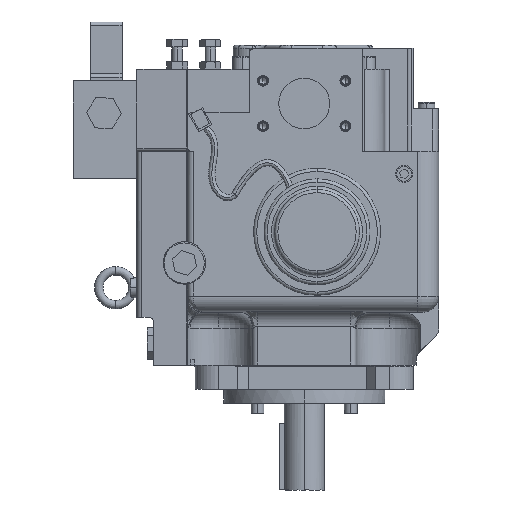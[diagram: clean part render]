
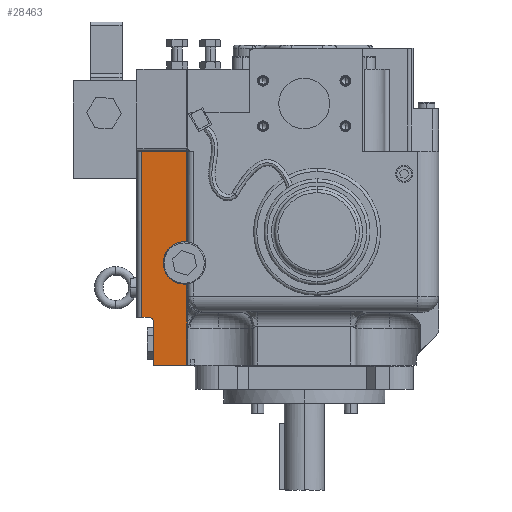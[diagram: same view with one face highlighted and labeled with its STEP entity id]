
A CAD part, left-side view. The second image highlights one B-rep face of the part: STEP entity #28463.
In plain terms, the highlighted planar face has unit normal (-0.996, 0.087, 0).
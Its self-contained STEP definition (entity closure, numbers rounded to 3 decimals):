
#401 = VERTEX_POINT ( 'NONE', #22364 ) ;
#644 = DIRECTION ( 'NONE',  ( -0.087, -0.996, 0. ) ) ;
#1598 = VERTEX_POINT ( 'NONE', #6513 ) ;
#1691 = ORIENTED_EDGE ( 'NONE', *, *, #28056, .T. ) ;
#2231 = VECTOR ( 'NONE', #9485, 1000. ) ;
#2574 = VERTEX_POINT ( 'NONE', #30941 ) ;
#2595 = DIRECTION ( 'NONE',  ( 0.996, -0.087, 0. ) ) ;
#2683 = LINE ( 'NONE', #8842, #22118 ) ;
#2873 = ORIENTED_EDGE ( 'NONE', *, *, #4136, .T. ) ;
#2910 = CARTESIAN_POINT ( 'NONE',  ( -73.16, 70.408, -172.295 ) ) ;
#4136 = EDGE_CURVE ( 'NONE', #2574, #1598, #7819, .T. ) ;
#5169 = LINE ( 'NONE', #10963, #8551 ) ;
#5855 = DIRECTION ( 'NONE',  ( -0.087, -0.996, 0. ) ) ;
#6462 = CARTESIAN_POINT ( 'NONE',  ( -73.16, 70.408, -288.686 ) ) ;
#6513 = CARTESIAN_POINT ( 'NONE',  ( -70.44, 101.495, -248.686 ) ) ;
#6750 = ORIENTED_EDGE ( 'NONE', *, *, #16155, .T. ) ;
#7128 = LINE ( 'NONE', #29095, #2231 ) ;
#7819 = CIRCLE ( 'NONE', #23451, 5.019 ) ;
#8371 = CARTESIAN_POINT ( 'NONE',  ( -70.44, 101.495, -248.686 ) ) ;
#8551 = VECTOR ( 'NONE', #16044, 1000. ) ;
#8842 = CARTESIAN_POINT ( 'NONE',  ( -69.44, 112.931, -243.686 ) ) ;
#9485 = DIRECTION ( 'NONE',  ( 0.087, 0.996, 0. ) ) ;
#9577 = DIRECTION ( 'NONE',  ( -0.087, -0.996, 0. ) ) ;
#10197 = DIRECTION ( 'NONE',  ( 0., 0., 1. ) ) ;
#10963 = CARTESIAN_POINT ( 'NONE',  ( -69.44, 112.931, -86.686 ) ) ;
#11325 = DIRECTION ( 'NONE',  ( 0.996, -0.087, 0. ) ) ;
#11711 = EDGE_CURVE ( 'NONE', #1598, #19751, #11970, .T. ) ;
#11861 = VERTEX_POINT ( 'NONE', #28678 ) ;
#11947 = CARTESIAN_POINT ( 'NONE',  ( -73.16, 70.408, -86.686 ) ) ;
#11970 = LINE ( 'NONE', #8371, #27719 ) ;
#12026 = CARTESIAN_POINT ( 'NONE',  ( -72.974, 72.531, -192.186 ) ) ;
#12274 = EDGE_CURVE ( 'NONE', #18005, #20299, #5169, .T. ) ;
#12397 = CARTESIAN_POINT ( 'NONE',  ( -69.44, 112.931, -86.686 ) ) ;
#12866 = AXIS2_PLACEMENT_3D ( 'NONE', #22015, #2595, #5855 ) ;
#13387 = DIRECTION ( 'NONE',  ( 0.996, -0.087, 0. ) ) ;
#14569 = ORIENTED_EDGE ( 'NONE', *, *, #27489, .T. ) ;
#15467 = ORIENTED_EDGE ( 'NONE', *, *, #24813, .T. ) ;
#15849 = EDGE_CURVE ( 'NONE', #401, #11861, #17278, .T. ) ;
#16044 = DIRECTION ( 'NONE',  ( 0., 0., -1. ) ) ;
#16155 = EDGE_CURVE ( 'NONE', #19751, #26201, #30365, .T. ) ;
#16259 = CARTESIAN_POINT ( 'NONE',  ( -69.44, 112.931, -243.686 ) ) ;
#16330 = DIRECTION ( 'NONE',  ( -0.996, 0.087, 0. ) ) ;
#16693 = CARTESIAN_POINT ( 'NONE',  ( -70.003, 106.495, -248.705 ) ) ;
#17278 = CIRCLE ( 'NONE', #23657, 20.005 ) ;
#17934 = CARTESIAN_POINT ( 'NONE',  ( -73.16, 70.408, -288.686 ) ) ;
#18005 = VERTEX_POINT ( 'NONE', #12397 ) ;
#19751 = VERTEX_POINT ( 'NONE', #22106 ) ;
#20291 = VECTOR ( 'NONE', #10197, 1000. ) ;
#20299 = VERTEX_POINT ( 'NONE', #16259 ) ;
#21359 = VECTOR ( 'NONE', #9577, 1000. ) ;
#21400 = EDGE_CURVE ( 'NONE', #29833, #18005, #7128, .T. ) ;
#21916 = DIRECTION ( 'NONE',  ( -0.087, -0.996, 0. ) ) ;
#22015 = CARTESIAN_POINT ( 'NONE',  ( -72.974, 72.531, -192.186 ) ) ;
#22106 = CARTESIAN_POINT ( 'NONE',  ( -70.44, 101.495, -288.686 ) ) ;
#22118 = VECTOR ( 'NONE', #644, 1000. ) ;
#22317 = ORIENTED_EDGE ( 'NONE', *, *, #27603, .T. ) ;
#22364 = CARTESIAN_POINT ( 'NONE',  ( -73.16, 70.408, -212.077 ) ) ;
#22801 = LINE ( 'NONE', #6462, #26191 ) ;
#23435 = LINE ( 'NONE', #34527, #20291 ) ;
#23451 = AXIS2_PLACEMENT_3D ( 'NONE', #32460, #13387, #21916 ) ;
#23535 = ORIENTED_EDGE ( 'NONE', *, *, #15849, .T. ) ;
#23657 = AXIS2_PLACEMENT_3D ( 'NONE', #12026, #11325, #28400 ) ;
#23881 = AXIS2_PLACEMENT_3D ( 'NONE', #16693, #16330, #33421 ) ;
#24341 = FACE_OUTER_BOUND ( 'NONE', #31965, .T. ) ;
#24488 = CIRCLE ( 'NONE', #12866, 20.005 ) ;
#24813 = EDGE_CURVE ( 'NONE', #30589, #29833, #23435, .T. ) ;
#25059 = ORIENTED_EDGE ( 'NONE', *, *, #12274, .T. ) ;
#26191 = VECTOR ( 'NONE', #34231, 1000. ) ;
#26201 = VERTEX_POINT ( 'NONE', #17934 ) ;
#26236 = ORIENTED_EDGE ( 'NONE', *, *, #11711, .T. ) ;
#27489 = EDGE_CURVE ( 'NONE', #20299, #2574, #2683, .T. ) ;
#27603 = EDGE_CURVE ( 'NONE', #26201, #401, #22801, .T. ) ;
#27719 = VECTOR ( 'NONE', #33435, 1000. ) ;
#27832 = CARTESIAN_POINT ( 'NONE',  ( -70.44, 101.495, -288.686 ) ) ;
#28056 = EDGE_CURVE ( 'NONE', #11861, #30589, #24488, .T. ) ;
#28400 = DIRECTION ( 'NONE',  ( -0.087, -0.996, 0. ) ) ;
#28463 = ADVANCED_FACE ( 'NONE', ( #24341 ), #30165, .T. ) ;
#28678 = CARTESIAN_POINT ( 'NONE',  ( -71.231, 92.459, -192.186 ) ) ;
#29095 = CARTESIAN_POINT ( 'NONE',  ( -73.16, 70.408, -86.686 ) ) ;
#29833 = VERTEX_POINT ( 'NONE', #11947 ) ;
#30165 = PLANE ( 'NONE',  #23881 ) ;
#30365 = LINE ( 'NONE', #27832, #21359 ) ;
#30589 = VERTEX_POINT ( 'NONE', #2910 ) ;
#30941 = CARTESIAN_POINT ( 'NONE',  ( -70.003, 106.495, -243.686 ) ) ;
#31965 = EDGE_LOOP ( 'NONE', ( #2873, #26236, #6750, #22317, #23535, #1691, #15467, #35805, #25059, #14569 ) ) ;
#32460 = CARTESIAN_POINT ( 'NONE',  ( -70.003, 106.495, -248.705 ) ) ;
#33421 = DIRECTION ( 'NONE',  ( -0.087, -0.996, 0. ) ) ;
#33435 = DIRECTION ( 'NONE',  ( 0., 0., -1. ) ) ;
#34231 = DIRECTION ( 'NONE',  ( 0., 0., 1. ) ) ;
#34527 = CARTESIAN_POINT ( 'NONE',  ( -73.16, 70.408, -172.295 ) ) ;
#35805 = ORIENTED_EDGE ( 'NONE', *, *, #21400, .T. ) ;
